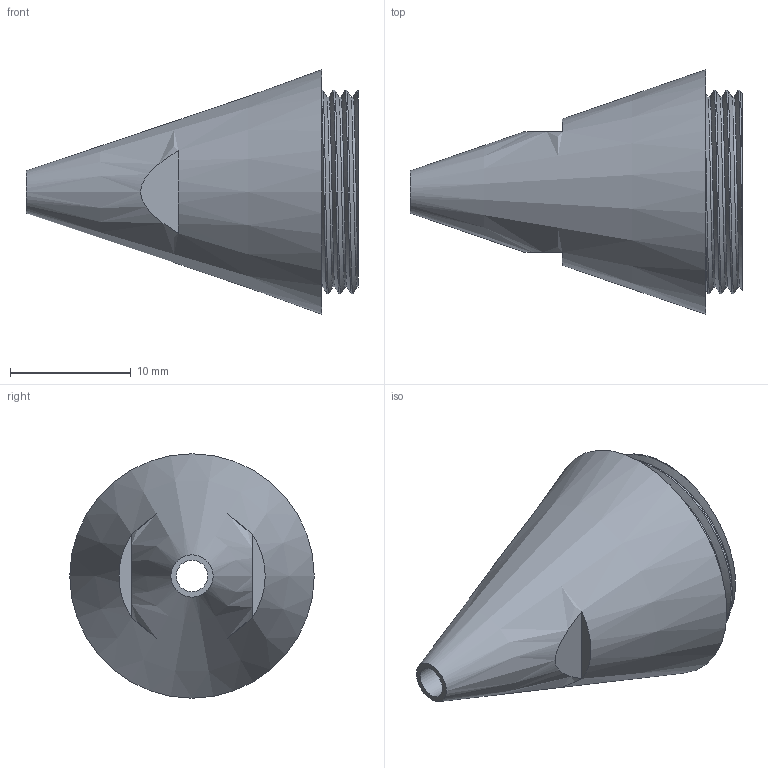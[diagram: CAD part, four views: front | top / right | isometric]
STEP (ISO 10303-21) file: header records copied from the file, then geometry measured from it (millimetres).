
FILE_DESCRIPTION(/* description */ (''),/* implementation_level */ '2;1');
FILE_NAME(/* name */ 'HEAD.step',/* time_stamp */ '2020-10-12T11:29:55+02:00',/* author */ (''),/* organization */ (''),/* preprocessor_version */ 'ST-DEVELOPER v18.1',/* originating_system */ 'Autodesk Translation Framework v9.3.0.1241',/* authorisation */ '');
FILE_SCHEMA (('AUTOMOTIVE_DESIGN { 1 0 10303 214 3 1 1 }'));
Length unit declared in the file: millimetre
Products named in the file (1): Pièce à main V15
Bounding box: 27.5 x 20.25 x 20.25 mm (x, y, z)
Volume: 2084.1 mm3; surface area: 2309.8 mm2
Topology: 1 solids, 1 shells, 40 faces, 101 edges, 68 vertices
Faces by surface type: cylinder 22, plane 12, bspline 4, cone 2
Full cylindrical faces by diameter (mm): 2.6 x1, 5.02 x1, 6 x1, 7.035 x2, 11.55 x1, 15.741 x2, 16.884 x2
Entity records: 3267 total; most frequent: CARTESIAN_POINT 2290, ORIENTED_EDGE 202, DIRECTION 145, EDGE_CURVE 101, VERTEX_POINT 68, AXIS2_PLACEMENT_3D 61, EDGE_LOOP 47, B_SPLINE_CURVE_WITH_KNOTS 46
